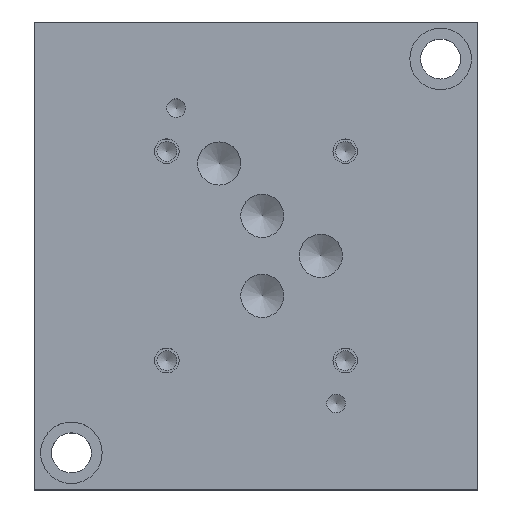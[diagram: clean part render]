
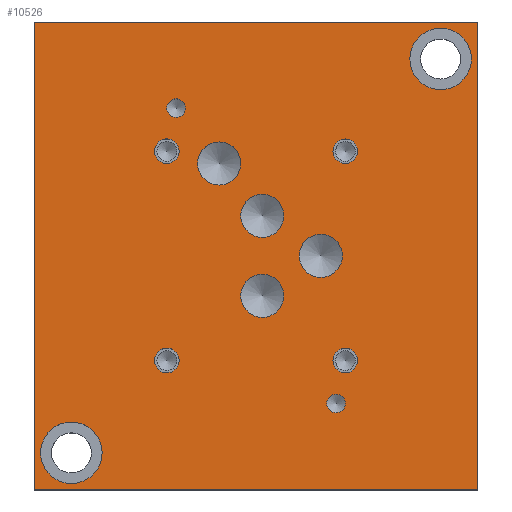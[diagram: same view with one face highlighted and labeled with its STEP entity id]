
A CAD part, top view. The second image highlights one B-rep face of the part: STEP entity #10526.
In plain terms, the highlighted planar face has unit normal (0, 0, 1).
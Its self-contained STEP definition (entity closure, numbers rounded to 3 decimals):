
#206=CIRCLE('',#11021,2.388);
#207=CIRCLE('',#11022,2.388);
#210=CIRCLE('',#11027,2.388);
#211=CIRCLE('',#11028,2.388);
#214=CIRCLE('',#11033,5.556);
#215=CIRCLE('',#11034,5.556);
#218=CIRCLE('',#11039,5.556);
#219=CIRCLE('',#11040,5.556);
#222=CIRCLE('',#11045,5.556);
#223=CIRCLE('',#11046,5.556);
#226=CIRCLE('',#11051,5.563);
#227=CIRCLE('',#11052,5.563);
#233=CIRCLE('',#11061,3.175);
#234=CIRCLE('',#11062,3.175);
#240=CIRCLE('',#11072,3.175);
#241=CIRCLE('',#11073,3.175);
#247=CIRCLE('',#11083,3.175);
#248=CIRCLE('',#11084,3.175);
#254=CIRCLE('',#11094,3.175);
#255=CIRCLE('',#11095,3.175);
#259=CIRCLE('',#11102,7.938);
#260=CIRCLE('',#11103,7.938);
#264=CIRCLE('',#11110,7.938);
#265=CIRCLE('',#11111,7.938);
#327=FACE_BOUND('',#1859,.T.);
#328=FACE_BOUND('',#1860,.T.);
#329=FACE_BOUND('',#1861,.T.);
#330=FACE_BOUND('',#1862,.T.);
#331=FACE_BOUND('',#1863,.T.);
#332=FACE_BOUND('',#1864,.T.);
#333=FACE_BOUND('',#1865,.T.);
#334=FACE_BOUND('',#1866,.T.);
#335=FACE_BOUND('',#1867,.T.);
#336=FACE_BOUND('',#1868,.T.);
#337=FACE_BOUND('',#1869,.T.);
#338=FACE_BOUND('',#1870,.T.);
#1261=FACE_OUTER_BOUND('',#1858,.T.);
#1858=EDGE_LOOP('',(#9216,#9217,#9218,#9219));
#1859=EDGE_LOOP('',(#9220,#9221));
#1860=EDGE_LOOP('',(#9222,#9223));
#1861=EDGE_LOOP('',(#9224,#9225));
#1862=EDGE_LOOP('',(#9226,#9227));
#1863=EDGE_LOOP('',(#9228,#9229));
#1864=EDGE_LOOP('',(#9230,#9231));
#1865=EDGE_LOOP('',(#9232,#9233));
#1866=EDGE_LOOP('',(#9234,#9235));
#1867=EDGE_LOOP('',(#9236,#9237));
#1868=EDGE_LOOP('',(#9238,#9239));
#1869=EDGE_LOOP('',(#9240,#9241));
#1870=EDGE_LOOP('',(#9242,#9243));
#2426=LINE('',#16510,#3447);
#2887=LINE('',#17932,#3908);
#2889=LINE('',#17936,#3910);
#2891=LINE('',#17939,#3912);
#3447=VECTOR('',#12029,10.);
#3908=VECTOR('',#13282,10.);
#3910=VECTOR('',#13286,10.);
#3912=VECTOR('',#13290,10.);
#4457=VERTEX_POINT('',#16507);
#4458=VERTEX_POINT('',#16509);
#4826=VERTEX_POINT('',#17742);
#4827=VERTEX_POINT('',#17743);
#4831=VERTEX_POINT('',#17755);
#4832=VERTEX_POINT('',#17756);
#4836=VERTEX_POINT('',#17768);
#4837=VERTEX_POINT('',#17769);
#4841=VERTEX_POINT('',#17781);
#4842=VERTEX_POINT('',#17782);
#4846=VERTEX_POINT('',#17794);
#4847=VERTEX_POINT('',#17795);
#4851=VERTEX_POINT('',#17807);
#4852=VERTEX_POINT('',#17808);
#4859=VERTEX_POINT('',#17827);
#4860=VERTEX_POINT('',#17828);
#4867=VERTEX_POINT('',#17849);
#4868=VERTEX_POINT('',#17850);
#4875=VERTEX_POINT('',#17871);
#4876=VERTEX_POINT('',#17872);
#4883=VERTEX_POINT('',#17893);
#4884=VERTEX_POINT('',#17894);
#4888=VERTEX_POINT('',#17908);
#4889=VERTEX_POINT('',#17909);
#4893=VERTEX_POINT('',#17923);
#4894=VERTEX_POINT('',#17924);
#4895=VERTEX_POINT('',#17931);
#4896=VERTEX_POINT('',#17935);
#5706=EDGE_CURVE('',#4458,#4457,#2426,.T.);
#6254=EDGE_CURVE('',#4826,#4827,#206,.T.);
#6255=EDGE_CURVE('',#4827,#4826,#207,.T.);
#6260=EDGE_CURVE('',#4831,#4832,#210,.T.);
#6261=EDGE_CURVE('',#4832,#4831,#211,.T.);
#6266=EDGE_CURVE('',#4836,#4837,#214,.T.);
#6267=EDGE_CURVE('',#4837,#4836,#215,.T.);
#6272=EDGE_CURVE('',#4841,#4842,#218,.T.);
#6273=EDGE_CURVE('',#4842,#4841,#219,.T.);
#6278=EDGE_CURVE('',#4846,#4847,#222,.T.);
#6279=EDGE_CURVE('',#4847,#4846,#223,.T.);
#6284=EDGE_CURVE('',#4851,#4852,#226,.T.);
#6285=EDGE_CURVE('',#4852,#4851,#227,.T.);
#6293=EDGE_CURVE('',#4859,#4860,#233,.T.);
#6294=EDGE_CURVE('',#4860,#4859,#234,.T.);
#6303=EDGE_CURVE('',#4867,#4868,#240,.T.);
#6304=EDGE_CURVE('',#4868,#4867,#241,.T.);
#6313=EDGE_CURVE('',#4875,#4876,#247,.T.);
#6314=EDGE_CURVE('',#4876,#4875,#248,.T.);
#6323=EDGE_CURVE('',#4883,#4884,#254,.T.);
#6324=EDGE_CURVE('',#4884,#4883,#255,.T.);
#6330=EDGE_CURVE('',#4888,#4889,#259,.T.);
#6331=EDGE_CURVE('',#4889,#4888,#260,.T.);
#6337=EDGE_CURVE('',#4893,#4894,#264,.T.);
#6338=EDGE_CURVE('',#4894,#4893,#265,.T.);
#6341=EDGE_CURVE('',#4895,#4458,#2887,.T.);
#6343=EDGE_CURVE('',#4896,#4895,#2889,.T.);
#6345=EDGE_CURVE('',#4457,#4896,#2891,.T.);
#9216=ORIENTED_EDGE('',*,*,#5706,.T.);
#9217=ORIENTED_EDGE('',*,*,#6345,.T.);
#9218=ORIENTED_EDGE('',*,*,#6343,.T.);
#9219=ORIENTED_EDGE('',*,*,#6341,.T.);
#9220=ORIENTED_EDGE('',*,*,#6254,.T.);
#9221=ORIENTED_EDGE('',*,*,#6255,.T.);
#9222=ORIENTED_EDGE('',*,*,#6260,.T.);
#9223=ORIENTED_EDGE('',*,*,#6261,.T.);
#9224=ORIENTED_EDGE('',*,*,#6266,.T.);
#9225=ORIENTED_EDGE('',*,*,#6267,.T.);
#9226=ORIENTED_EDGE('',*,*,#6272,.T.);
#9227=ORIENTED_EDGE('',*,*,#6273,.T.);
#9228=ORIENTED_EDGE('',*,*,#6278,.T.);
#9229=ORIENTED_EDGE('',*,*,#6279,.T.);
#9230=ORIENTED_EDGE('',*,*,#6284,.T.);
#9231=ORIENTED_EDGE('',*,*,#6285,.T.);
#9232=ORIENTED_EDGE('',*,*,#6293,.T.);
#9233=ORIENTED_EDGE('',*,*,#6294,.T.);
#9234=ORIENTED_EDGE('',*,*,#6303,.T.);
#9235=ORIENTED_EDGE('',*,*,#6304,.T.);
#9236=ORIENTED_EDGE('',*,*,#6313,.T.);
#9237=ORIENTED_EDGE('',*,*,#6314,.T.);
#9238=ORIENTED_EDGE('',*,*,#6323,.T.);
#9239=ORIENTED_EDGE('',*,*,#6324,.T.);
#9240=ORIENTED_EDGE('',*,*,#6330,.T.);
#9241=ORIENTED_EDGE('',*,*,#6331,.T.);
#9242=ORIENTED_EDGE('',*,*,#6337,.T.);
#9243=ORIENTED_EDGE('',*,*,#6338,.T.);
#9568=PLANE('',#11117);
#10526=ADVANCED_FACE('',(#1261,#327,#328,#329,#330,#331,#332,#333,#334,
#335,#336,#337,#338),#9568,.T.);
#11021=AXIS2_PLACEMENT_3D('',#17744,#13069,#13070);
#11022=AXIS2_PLACEMENT_3D('',#17745,#13071,#13072);
#11027=AXIS2_PLACEMENT_3D('',#17757,#13083,#13084);
#11028=AXIS2_PLACEMENT_3D('',#17758,#13085,#13086);
#11033=AXIS2_PLACEMENT_3D('',#17770,#13097,#13098);
#11034=AXIS2_PLACEMENT_3D('',#17771,#13099,#13100);
#11039=AXIS2_PLACEMENT_3D('',#17783,#13111,#13112);
#11040=AXIS2_PLACEMENT_3D('',#17784,#13113,#13114);
#11045=AXIS2_PLACEMENT_3D('',#17796,#13125,#13126);
#11046=AXIS2_PLACEMENT_3D('',#17797,#13127,#13128);
#11051=AXIS2_PLACEMENT_3D('',#17809,#13139,#13140);
#11052=AXIS2_PLACEMENT_3D('',#17810,#13141,#13142);
#11061=AXIS2_PLACEMENT_3D('',#17829,#13161,#13162);
#11062=AXIS2_PLACEMENT_3D('',#17830,#13163,#13164);
#11072=AXIS2_PLACEMENT_3D('',#17851,#13186,#13187);
#11073=AXIS2_PLACEMENT_3D('',#17852,#13188,#13189);
#11083=AXIS2_PLACEMENT_3D('',#17873,#13211,#13212);
#11084=AXIS2_PLACEMENT_3D('',#17874,#13213,#13214);
#11094=AXIS2_PLACEMENT_3D('',#17895,#13236,#13237);
#11095=AXIS2_PLACEMENT_3D('',#17896,#13238,#13239);
#11102=AXIS2_PLACEMENT_3D('',#17910,#13254,#13255);
#11103=AXIS2_PLACEMENT_3D('',#17911,#13256,#13257);
#11110=AXIS2_PLACEMENT_3D('',#17925,#13272,#13273);
#11111=AXIS2_PLACEMENT_3D('',#17926,#13274,#13275);
#11117=AXIS2_PLACEMENT_3D('',#17941,#13293,#13294);
#12029=DIRECTION('',(1.,0.,0.));
#13069=DIRECTION('center_axis',(0.,0.,-1.));
#13070=DIRECTION('ref_axis',(1.,0.,0.));
#13071=DIRECTION('center_axis',(0.,0.,-1.));
#13072=DIRECTION('ref_axis',(1.,0.,0.));
#13083=DIRECTION('center_axis',(0.,0.,-1.));
#13084=DIRECTION('ref_axis',(1.,0.,0.));
#13085=DIRECTION('center_axis',(0.,0.,-1.));
#13086=DIRECTION('ref_axis',(1.,0.,0.));
#13097=DIRECTION('center_axis',(0.,0.,-1.));
#13098=DIRECTION('ref_axis',(1.,0.,0.));
#13099=DIRECTION('center_axis',(0.,0.,-1.));
#13100=DIRECTION('ref_axis',(1.,0.,0.));
#13111=DIRECTION('center_axis',(0.,0.,-1.));
#13112=DIRECTION('ref_axis',(1.,0.,0.));
#13113=DIRECTION('center_axis',(0.,0.,-1.));
#13114=DIRECTION('ref_axis',(1.,0.,0.));
#13125=DIRECTION('center_axis',(0.,0.,-1.));
#13126=DIRECTION('ref_axis',(1.,0.,0.));
#13127=DIRECTION('center_axis',(0.,0.,-1.));
#13128=DIRECTION('ref_axis',(1.,0.,0.));
#13139=DIRECTION('center_axis',(0.,0.,-1.));
#13140=DIRECTION('ref_axis',(1.,0.,0.));
#13141=DIRECTION('center_axis',(0.,0.,-1.));
#13142=DIRECTION('ref_axis',(1.,0.,0.));
#13161=DIRECTION('center_axis',(0.,0.,-1.));
#13162=DIRECTION('ref_axis',(1.,0.,0.));
#13163=DIRECTION('center_axis',(0.,0.,-1.));
#13164=DIRECTION('ref_axis',(1.,0.,0.));
#13186=DIRECTION('center_axis',(0.,0.,-1.));
#13187=DIRECTION('ref_axis',(1.,0.,0.));
#13188=DIRECTION('center_axis',(0.,0.,-1.));
#13189=DIRECTION('ref_axis',(1.,0.,0.));
#13211=DIRECTION('center_axis',(0.,0.,-1.));
#13212=DIRECTION('ref_axis',(1.,0.,0.));
#13213=DIRECTION('center_axis',(0.,0.,-1.));
#13214=DIRECTION('ref_axis',(1.,0.,0.));
#13236=DIRECTION('center_axis',(0.,0.,-1.));
#13237=DIRECTION('ref_axis',(1.,0.,0.));
#13238=DIRECTION('center_axis',(0.,0.,-1.));
#13239=DIRECTION('ref_axis',(1.,0.,0.));
#13254=DIRECTION('center_axis',(0.,0.,-1.));
#13255=DIRECTION('ref_axis',(1.,0.,0.));
#13256=DIRECTION('center_axis',(0.,0.,-1.));
#13257=DIRECTION('ref_axis',(1.,0.,0.));
#13272=DIRECTION('center_axis',(0.,0.,-1.));
#13273=DIRECTION('ref_axis',(1.,0.,0.));
#13274=DIRECTION('center_axis',(0.,0.,-1.));
#13275=DIRECTION('ref_axis',(1.,0.,0.));
#13282=DIRECTION('',(0.,-1.,0.));
#13286=DIRECTION('',(-1.,0.,0.));
#13290=DIRECTION('',(0.,1.,0.));
#13293=DIRECTION('center_axis',(0.,0.,1.));
#13294=DIRECTION('ref_axis',(1.,0.,0.));
#16507=CARTESIAN_POINT('',(114.3,0.,44.45));
#16509=CARTESIAN_POINT('',(0.,0.,44.45));
#16510=CARTESIAN_POINT('',(0.,0.,44.45));
#17742=CARTESIAN_POINT('',(80.201,22.238,44.45));
#17743=CARTESIAN_POINT('',(75.425,22.238,44.45));
#17744=CARTESIAN_POINT('Origin',(77.813,22.238,44.45));
#17745=CARTESIAN_POINT('Origin',(77.813,22.238,44.45));
#17755=CARTESIAN_POINT('',(38.926,98.438,44.45));
#17756=CARTESIAN_POINT('',(34.15,98.438,44.45));
#17757=CARTESIAN_POINT('Origin',(36.538,98.438,44.45));
#17758=CARTESIAN_POINT('Origin',(36.538,98.438,44.45));
#17768=CARTESIAN_POINT('',(64.319,70.655,44.45));
#17769=CARTESIAN_POINT('',(53.207,70.655,44.45));
#17770=CARTESIAN_POINT('Origin',(58.763,70.655,44.45));
#17771=CARTESIAN_POINT('Origin',(58.763,70.655,44.45));
#17781=CARTESIAN_POINT('',(53.214,84.15,44.45));
#17782=CARTESIAN_POINT('',(42.102,84.15,44.45));
#17783=CARTESIAN_POINT('Origin',(47.658,84.15,44.45));
#17784=CARTESIAN_POINT('Origin',(47.658,84.15,44.45));
#17794=CARTESIAN_POINT('',(64.324,50.02,44.45));
#17795=CARTESIAN_POINT('',(53.212,50.02,44.45));
#17796=CARTESIAN_POINT('Origin',(58.768,50.02,44.45));
#17797=CARTESIAN_POINT('Origin',(58.768,50.02,44.45));
#17807=CARTESIAN_POINT('',(79.426,60.338,44.45));
#17808=CARTESIAN_POINT('',(68.301,60.338,44.45));
#17809=CARTESIAN_POINT('Origin',(73.863,60.338,44.45));
#17810=CARTESIAN_POINT('Origin',(73.863,60.338,44.45));
#17827=CARTESIAN_POINT('',(83.363,33.338,44.45));
#17828=CARTESIAN_POINT('',(77.013,33.338,44.45));
#17829=CARTESIAN_POINT('Origin',(80.188,33.338,44.45));
#17830=CARTESIAN_POINT('Origin',(80.188,33.338,44.45));
#17849=CARTESIAN_POINT('',(37.313,87.325,44.45));
#17850=CARTESIAN_POINT('',(30.963,87.325,44.45));
#17851=CARTESIAN_POINT('Origin',(34.138,87.325,44.45));
#17852=CARTESIAN_POINT('Origin',(34.138,87.325,44.45));
#17871=CARTESIAN_POINT('',(83.363,87.313,44.45));
#17872=CARTESIAN_POINT('',(77.013,87.313,44.45));
#17873=CARTESIAN_POINT('Origin',(80.188,87.313,44.45));
#17874=CARTESIAN_POINT('Origin',(80.188,87.313,44.45));
#17893=CARTESIAN_POINT('',(37.325,33.338,44.45));
#17894=CARTESIAN_POINT('',(30.975,33.338,44.45));
#17895=CARTESIAN_POINT('Origin',(34.15,33.338,44.45));
#17896=CARTESIAN_POINT('Origin',(34.15,33.338,44.45));
#17908=CARTESIAN_POINT('',(17.463,9.525,44.45));
#17909=CARTESIAN_POINT('',(1.588,9.525,44.45));
#17910=CARTESIAN_POINT('Origin',(9.525,9.525,44.45));
#17911=CARTESIAN_POINT('Origin',(9.525,9.525,44.45));
#17923=CARTESIAN_POINT('',(112.713,111.125,44.45));
#17924=CARTESIAN_POINT('',(96.838,111.125,44.45));
#17925=CARTESIAN_POINT('Origin',(104.775,111.125,44.45));
#17926=CARTESIAN_POINT('Origin',(104.775,111.125,44.45));
#17931=CARTESIAN_POINT('',(0.,120.65,44.45));
#17932=CARTESIAN_POINT('',(0.,120.65,44.45));
#17935=CARTESIAN_POINT('',(114.3,120.65,44.45));
#17936=CARTESIAN_POINT('',(114.3,120.65,44.45));
#17939=CARTESIAN_POINT('',(114.3,0.,44.45));
#17941=CARTESIAN_POINT('Origin',(57.15,60.325,44.45));
